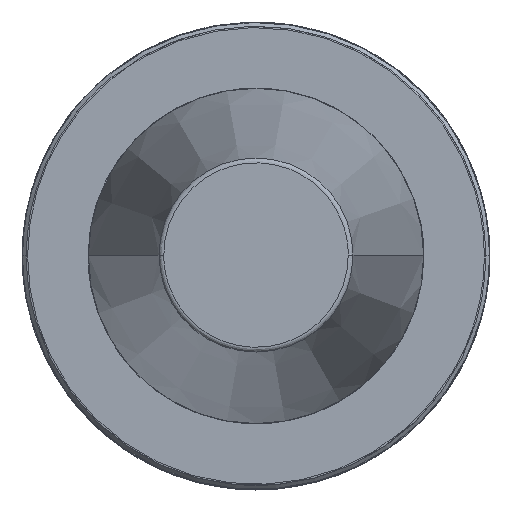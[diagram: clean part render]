
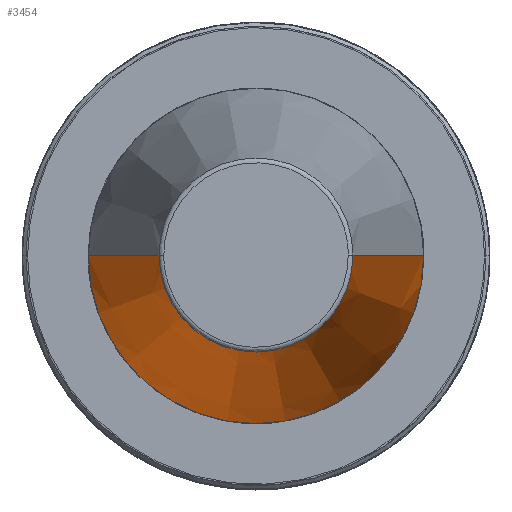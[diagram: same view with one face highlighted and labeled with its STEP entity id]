
A CAD part, top view. The second image highlights one B-rep face of the part: STEP entity #3454.
In plain terms, the highlighted conical face has half-angle 8.297 degrees and reference radius 34.925 mm.
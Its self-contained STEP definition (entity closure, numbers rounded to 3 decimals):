
#7 = VECTOR ( 'NONE', #1491, 1000. ) ;
#148 = CONICAL_SURFACE ( 'NONE', #673, 34.925, 0.145 ) ;
#293 = AXIS2_PLACEMENT_3D ( 'NONE', #318, #686, #681 ) ;
#318 = CARTESIAN_POINT ( 'NONE',  ( 0., 0., 100.894 ) ) ;
#336 = CARTESIAN_POINT ( 'NONE',  ( -20.211, 0., 100.894 ) ) ;
#439 = VERTEX_POINT ( 'NONE', #3147 ) ;
#627 = EDGE_CURVE ( 'NONE', #3362, #439, #783, .T. ) ;
#673 = AXIS2_PLACEMENT_3D ( 'NONE', #2535, #1981, #3326 ) ;
#681 = DIRECTION ( 'NONE',  ( -1., 0., 0. ) ) ;
#686 = DIRECTION ( 'NONE',  ( 0., 0., -1. ) ) ;
#749 = EDGE_CURVE ( 'NONE', #439, #2017, #3515, .T. ) ;
#783 = LINE ( 'NONE', #2264, #7 ) ;
#877 = VERTEX_POINT ( 'NONE', #336 ) ;
#934 = EDGE_LOOP ( 'NONE', ( #3578, #3253, #2379, #2643 ) ) ;
#973 = LINE ( 'NONE', #1591, #2335 ) ;
#1157 = CIRCLE ( 'NONE', #293, 20.211 ) ;
#1491 = DIRECTION ( 'NONE',  ( 0.144, 0., -0.99 ) ) ;
#1548 = DIRECTION ( 'NONE',  ( -0.144, 0., -0.99 ) ) ;
#1591 = CARTESIAN_POINT ( 'NONE',  ( -34.925, 0., 0. ) ) ;
#1759 = AXIS2_PLACEMENT_3D ( 'NONE', #2416, #3485, #1969 ) ;
#1969 = DIRECTION ( 'NONE',  ( 1., 0., 0. ) ) ;
#1981 = DIRECTION ( 'NONE',  ( 0., 0., -1. ) ) ;
#2017 = VERTEX_POINT ( 'NONE', #3278 ) ;
#2264 = CARTESIAN_POINT ( 'NONE',  ( 34.925, 0., 0. ) ) ;
#2334 = EDGE_CURVE ( 'NONE', #3362, #877, #1157, .T. ) ;
#2335 = VECTOR ( 'NONE', #1548, 1000. ) ;
#2379 = ORIENTED_EDGE ( 'NONE', *, *, #2571, .T. ) ;
#2416 = CARTESIAN_POINT ( 'NONE',  ( 0., 0., 0. ) ) ;
#2467 = CARTESIAN_POINT ( 'NONE',  ( 20.211, 0., 100.894 ) ) ;
#2535 = CARTESIAN_POINT ( 'NONE',  ( 0., 0., 0. ) ) ;
#2571 = EDGE_CURVE ( 'NONE', #877, #2017, #973, .T. ) ;
#2643 = ORIENTED_EDGE ( 'NONE', *, *, #749, .F. ) ;
#3147 = CARTESIAN_POINT ( 'NONE',  ( 34.925, 0., 0. ) ) ;
#3181 = FACE_OUTER_BOUND ( 'NONE', #934, .T. ) ;
#3253 = ORIENTED_EDGE ( 'NONE', *, *, #2334, .T. ) ;
#3278 = CARTESIAN_POINT ( 'NONE',  ( -34.925, 0., 0. ) ) ;
#3326 = DIRECTION ( 'NONE',  ( -1., 0., 0. ) ) ;
#3362 = VERTEX_POINT ( 'NONE', #2467 ) ;
#3454 = ADVANCED_FACE ( 'NONE', ( #3181 ), #148, .T. ) ;
#3485 = DIRECTION ( 'NONE',  ( 0., 0., -1. ) ) ;
#3515 = CIRCLE ( 'NONE', #1759, 34.925 ) ;
#3578 = ORIENTED_EDGE ( 'NONE', *, *, #627, .F. ) ;
